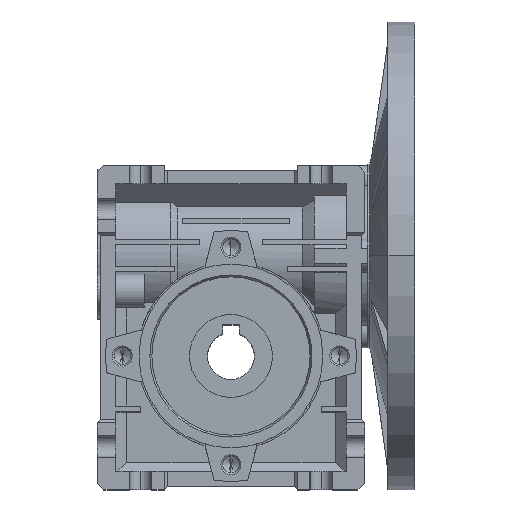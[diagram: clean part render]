
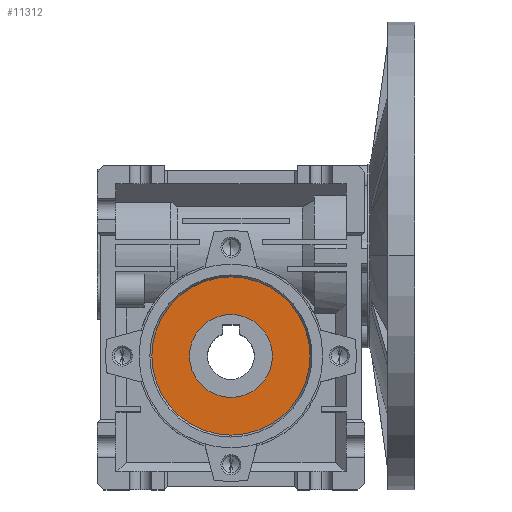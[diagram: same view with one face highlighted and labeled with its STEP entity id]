
A CAD part, top view. The second image highlights one B-rep face of the part: STEP entity #11312.
In plain terms, the highlighted planar face has unit normal (0, 0, 1).
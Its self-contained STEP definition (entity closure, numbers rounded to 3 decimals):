
#20 = DIRECTION ( 'NONE',  ( 0., -1., 0. ) ) ;
#270 = DIRECTION ( 'NONE',  ( 0., 1., 0. ) ) ;
#1992 = VERTEX_POINT ( 'NONE', #22292 ) ;
#2183 = CIRCLE ( 'NONE', #3033, 12.4 ) ;
#2421 = CARTESIAN_POINT ( 'NONE',  ( 0., -12.4, 30.5 ) ) ;
#2438 = ORIENTED_EDGE ( 'NONE', *, *, #4431, .F. ) ;
#2588 = DIRECTION ( 'NONE',  ( 0., 0., -1. ) ) ;
#3033 = AXIS2_PLACEMENT_3D ( 'NONE', #4497, #20248, #20 ) ;
#3529 = FACE_BOUND ( 'NONE', #21817, .T. ) ;
#3777 = ORIENTED_EDGE ( 'NONE', *, *, #21846, .T. ) ;
#4136 = DIRECTION ( 'NONE',  ( 0., 0., -1. ) ) ;
#4431 = EDGE_CURVE ( 'NONE', #24243, #1992, #14888, .T. ) ;
#4497 = CARTESIAN_POINT ( 'NONE',  ( 0., 0., 30.5 ) ) ;
#4994 = PLANE ( 'NONE',  #25181 ) ;
#5120 = DIRECTION ( 'NONE',  ( 0., -1., 0. ) ) ;
#6124 = CARTESIAN_POINT ( 'NONE',  ( 0., 0., 30.5 ) ) ;
#7433 = CARTESIAN_POINT ( 'NONE',  ( 0., 12.4, 30.5 ) ) ;
#7516 = CIRCLE ( 'NONE', #10867, 23.675 ) ;
#8440 = AXIS2_PLACEMENT_3D ( 'NONE', #20571, #2588, #14930 ) ;
#10867 = AXIS2_PLACEMENT_3D ( 'NONE', #18266, #12499, #270 ) ;
#11312 = ADVANCED_FACE ( 'NONE', ( #13379, #3529 ), #4994, .F. ) ;
#11638 = EDGE_CURVE ( 'NONE', #14876, #21509, #13461, .T. ) ;
#12499 = DIRECTION ( 'NONE',  ( 0., 0., -1. ) ) ;
#12966 = EDGE_LOOP ( 'NONE', ( #2438, #18291 ) ) ;
#13379 = FACE_OUTER_BOUND ( 'NONE', #12966, .T. ) ;
#13428 = CARTESIAN_POINT ( 'NONE',  ( 0., 23.675, 30.5 ) ) ;
#13461 = CIRCLE ( 'NONE', #8440, 12.4 ) ;
#13641 = AXIS2_PLACEMENT_3D ( 'NONE', #6124, #4136, #21865 ) ;
#14876 = VERTEX_POINT ( 'NONE', #7433 ) ;
#14888 = CIRCLE ( 'NONE', #13641, 23.675 ) ;
#14930 = DIRECTION ( 'NONE',  ( 0., -1., 0. ) ) ;
#18266 = CARTESIAN_POINT ( 'NONE',  ( 0., 0., 30.5 ) ) ;
#18291 = ORIENTED_EDGE ( 'NONE', *, *, #19183, .F. ) ;
#19157 = CARTESIAN_POINT ( 'NONE',  ( 0., 0., 30.5 ) ) ;
#19183 = EDGE_CURVE ( 'NONE', #1992, #24243, #7516, .T. ) ;
#20248 = DIRECTION ( 'NONE',  ( 0., 0., -1. ) ) ;
#20571 = CARTESIAN_POINT ( 'NONE',  ( 0., 0., 30.5 ) ) ;
#21509 = VERTEX_POINT ( 'NONE', #2421 ) ;
#21817 = EDGE_LOOP ( 'NONE', ( #3777, #24112 ) ) ;
#21846 = EDGE_CURVE ( 'NONE', #21509, #14876, #2183, .T. ) ;
#21865 = DIRECTION ( 'NONE',  ( 0., 1., 0. ) ) ;
#22292 = CARTESIAN_POINT ( 'NONE',  ( 0., -23.675, 30.5 ) ) ;
#22980 = DIRECTION ( 'NONE',  ( 0., 0., -1. ) ) ;
#24112 = ORIENTED_EDGE ( 'NONE', *, *, #11638, .T. ) ;
#24243 = VERTEX_POINT ( 'NONE', #13428 ) ;
#25181 = AXIS2_PLACEMENT_3D ( 'NONE', #19157, #22980, #5120 ) ;
